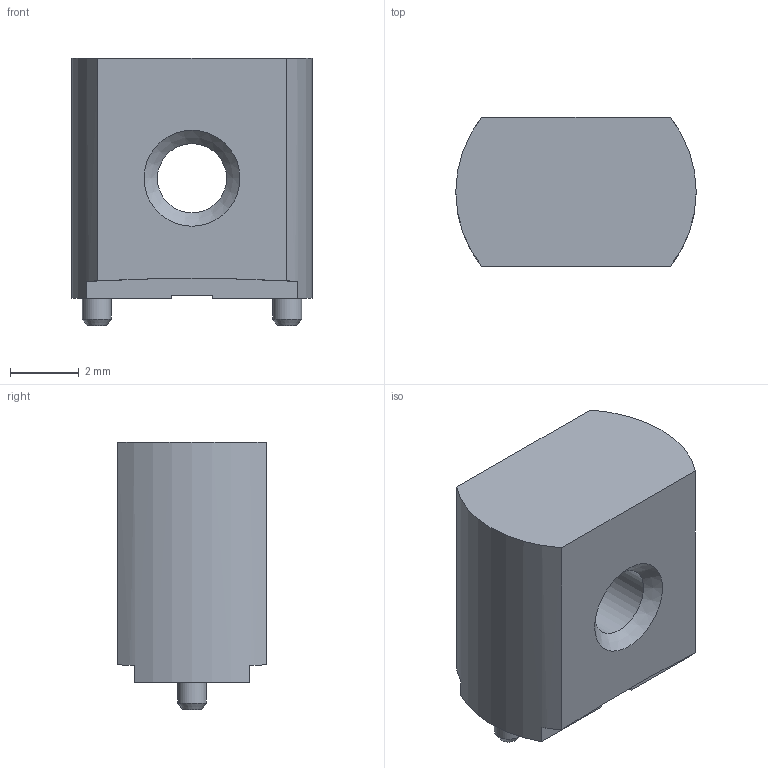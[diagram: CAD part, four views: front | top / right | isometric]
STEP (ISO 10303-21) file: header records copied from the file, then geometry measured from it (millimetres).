
FILE_DESCRIPTION(/* description */ ('Unknown'),/* implementation_level */ '2;1');
FILE_NAME(/* name */ 'MP_Wurth_WP-SMRA_74663125R',/* time_stamp */ '2026-01-21T10:28:42+08:00',/* author */ ('Unknown'),/* organization */ ('Unknown'),/* preprocessor_version */ 'ST-DEVELOPER v19.4',/* originating_system */ 'Solid Edge',/* authorisation */ 'Unknown');
FILE_SCHEMA (('AUTOMOTIVE_DESIGN {1 0 10303 214 3 1 1}'));
Length unit declared in the file: millimetre
Products named in the file (1): MP_Wurth_WP-SMRA_74663125R
Bounding box: 7 x 4.33 x 7.8 mm (x, y, z)
Volume: 179.9 mm3; surface area: 221.1 mm2
Topology: 1 solids, 1 shells, 27 faces, 68 edges, 45 vertices
Faces by surface type: plane 15, cylinder 8, cone 4
Full cylindrical faces by diameter (mm): 0.84 x2, 2.013 x1
Entity records: 977 total; most frequent: CARTESIAN_POINT 140, DIRECTION 134, ORIENTED_EDGE 116, EDGE_CURVE 58, AXIS2_PLACEMENT_3D 52, VERTEX_POINT 42, EDGE_LOOP 38, FACE_BOUND 38
